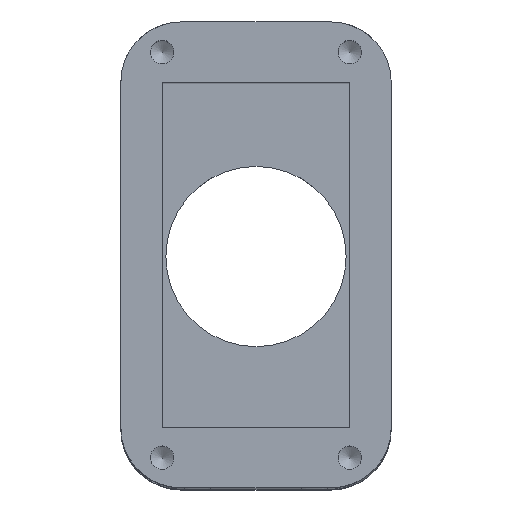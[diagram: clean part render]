
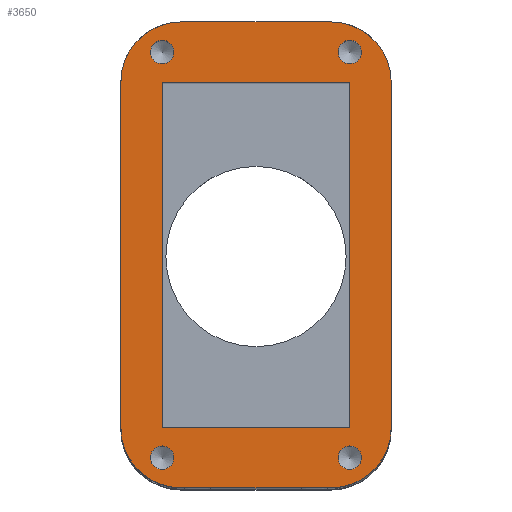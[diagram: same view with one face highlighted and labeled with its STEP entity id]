
A CAD part, top view. The second image highlights one B-rep face of the part: STEP entity #3650.
In plain terms, the highlighted planar face has unit normal (0, 0, 1).
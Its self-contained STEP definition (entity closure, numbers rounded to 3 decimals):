
#79=FACE_BOUND('',#1199,.T.);
#80=FACE_BOUND('',#1200,.T.);
#81=FACE_BOUND('',#1201,.T.);
#82=FACE_BOUND('',#1202,.T.);
#83=FACE_BOUND('',#1203,.T.);
#184=PLANE('',#4149);
#214=LINE('',#5424,#412);
#238=LINE('',#5566,#436);
#338=LINE('',#7224,#536);
#361=LINE('',#7678,#559);
#392=LINE('',#7791,#590);
#395=LINE('',#7796,#593);
#397=LINE('',#7844,#595);
#398=LINE('',#7846,#596);
#412=VECTOR('',#4235,10.);
#436=VECTOR('',#4351,10.);
#536=VECTOR('',#4947,10.);
#559=VECTOR('',#5118,10.);
#590=VECTOR('',#5229,10.);
#593=VECTOR('',#5234,10.);
#595=VECTOR('',#5302,10.);
#596=VECTOR('',#5305,10.);
#939=FACE_OUTER_BOUND('',#1198,.T.);
#1198=EDGE_LOOP('',(#3358,#3359,#3360,#3361,#3362,#3363,#3364,#3365));
#1199=EDGE_LOOP('',(#3366));
#1200=EDGE_LOOP('',(#3367));
#1201=EDGE_LOOP('',(#3368));
#1202=EDGE_LOOP('',(#3369));
#1203=EDGE_LOOP('',(#3370,#3371,#3372,#3373));
#1395=CIRCLE('',#3986,4.);
#1439=CIRCLE('',#4062,4.);
#1457=CIRCLE('',#4106,0.784);
#1459=CIRCLE('',#4110,0.784);
#1461=CIRCLE('',#4114,0.784);
#1463=CIRCLE('',#4118,0.784);
#1467=CIRCLE('',#4127,4.);
#1474=CIRCLE('',#4145,4.);
#1501=VERTEX_POINT('',#5421);
#1502=VERTEX_POINT('',#5423);
#1541=VERTEX_POINT('',#5563);
#1542=VERTEX_POINT('',#5565);
#1701=VERTEX_POINT('',#7218);
#1702=VERTEX_POINT('',#7222);
#1738=VERTEX_POINT('',#7675);
#1739=VERTEX_POINT('',#7677);
#1766=VERTEX_POINT('',#7788);
#1767=VERTEX_POINT('',#7790);
#1768=VERTEX_POINT('',#7794);
#1770=VERTEX_POINT('',#7801);
#1772=VERTEX_POINT('',#7807);
#1774=VERTEX_POINT('',#7813);
#1776=VERTEX_POINT('',#7819);
#1781=VERTEX_POINT('',#7842);
#1821=EDGE_CURVE('',#1502,#1501,#214,.T.);
#1877=EDGE_CURVE('',#1542,#1541,#238,.T.);
#2155=EDGE_CURVE('',#1541,#1701,#1395,.T.);
#2157=EDGE_CURVE('',#1701,#1702,#338,.T.);
#2239=EDGE_CURVE('',#1739,#1738,#361,.T.);
#2241=EDGE_CURVE('',#1738,#1542,#1439,.T.);
#2287=EDGE_CURVE('',#1767,#1766,#392,.T.);
#2290=EDGE_CURVE('',#1766,#1768,#395,.T.);
#2292=EDGE_CURVE('',#1770,#1770,#1457,.T.);
#2294=EDGE_CURVE('',#1772,#1772,#1459,.T.);
#2296=EDGE_CURVE('',#1774,#1774,#1461,.T.);
#2298=EDGE_CURVE('',#1776,#1776,#1463,.T.);
#2302=EDGE_CURVE('',#1501,#1739,#1467,.T.);
#2307=EDGE_CURVE('',#1768,#1781,#397,.T.);
#2308=EDGE_CURVE('',#1781,#1767,#398,.T.);
#2312=EDGE_CURVE('',#1702,#1502,#1474,.T.);
#3358=ORIENTED_EDGE('',*,*,#2239,.T.);
#3359=ORIENTED_EDGE('',*,*,#2241,.T.);
#3360=ORIENTED_EDGE('',*,*,#1877,.T.);
#3361=ORIENTED_EDGE('',*,*,#2155,.T.);
#3362=ORIENTED_EDGE('',*,*,#2157,.T.);
#3363=ORIENTED_EDGE('',*,*,#2312,.T.);
#3364=ORIENTED_EDGE('',*,*,#1821,.T.);
#3365=ORIENTED_EDGE('',*,*,#2302,.T.);
#3366=ORIENTED_EDGE('',*,*,#2292,.T.);
#3367=ORIENTED_EDGE('',*,*,#2294,.T.);
#3368=ORIENTED_EDGE('',*,*,#2296,.T.);
#3369=ORIENTED_EDGE('',*,*,#2298,.T.);
#3370=ORIENTED_EDGE('',*,*,#2307,.T.);
#3371=ORIENTED_EDGE('',*,*,#2308,.T.);
#3372=ORIENTED_EDGE('',*,*,#2287,.T.);
#3373=ORIENTED_EDGE('',*,*,#2290,.T.);
#3650=ADVANCED_FACE('',(#939,#79,#80,#81,#82,#83),#184,.T.);
#3986=AXIS2_PLACEMENT_3D('',#7220,#4942,#4943);
#4062=AXIS2_PLACEMENT_3D('',#7694,#5120,#5121);
#4106=AXIS2_PLACEMENT_3D('',#7802,#5241,#5242);
#4110=AXIS2_PLACEMENT_3D('',#7808,#5249,#5250);
#4114=AXIS2_PLACEMENT_3D('',#7814,#5257,#5258);
#4118=AXIS2_PLACEMENT_3D('',#7820,#5265,#5266);
#4127=AXIS2_PLACEMENT_3D('',#7831,#5283,#5284);
#4145=AXIS2_PLACEMENT_3D('',#7857,#5322,#5323);
#4149=AXIS2_PLACEMENT_3D('',#7861,#5330,#5331);
#4235=DIRECTION('',(0.,1.,0.));
#4351=DIRECTION('',(0.,-1.,0.));
#4942=DIRECTION('center_axis',(0.,0.,
1.));
#4943=DIRECTION('ref_axis',(0.,-1.,0.));
#4947=DIRECTION('',(1.,0.,0.));
#5118=DIRECTION('',(-1.,0.,0.));
#5120=DIRECTION('center_axis',(0.,0.,
1.));
#5121=DIRECTION('ref_axis',(-1.,0.,0.));
#5229=DIRECTION('',(0.,-1.,0.));
#5234=DIRECTION('',(-1.,0.,0.));
#5241=DIRECTION('center_axis',(0.,0.,-1.));
#5242=DIRECTION('ref_axis',(-1.,0.,0.));
#5249=DIRECTION('center_axis',(0.,0.,-1.));
#5250=DIRECTION('ref_axis',(-1.,0.,0.));
#5257=DIRECTION('center_axis',(0.,0.,-1.));
#5258=DIRECTION('ref_axis',(1.,0.,0.));
#5265=DIRECTION('center_axis',(0.,0.,-1.));
#5266=DIRECTION('ref_axis',(1.,0.,0.));
#5283=DIRECTION('center_axis',(0.,0.,1.));
#5284=DIRECTION('ref_axis',(-1.,0.,0.));
#5302=DIRECTION('',(0.,1.,0.));
#5305=DIRECTION('',(1.,0.,0.));
#5322=DIRECTION('center_axis',(0.,0.,1.));
#5323=DIRECTION('ref_axis',(0.,1.,0.));
#5330=DIRECTION('center_axis',(0.,0.,1.));
#5331=DIRECTION('ref_axis',(1.,0.,0.));
#5421=CARTESIAN_POINT('',(9.,11.5,84.5));
#5423=CARTESIAN_POINT('',(9.,-11.5,84.5));
#5424=CARTESIAN_POINT('',(9.,11.5,84.5));
#5563=CARTESIAN_POINT('',(-9.,-11.5,84.5));
#5565=CARTESIAN_POINT('',(-9.,11.5,84.5));
#5566=CARTESIAN_POINT('',(-9.,-11.5,84.5));
#7218=CARTESIAN_POINT('',(-5.,-15.5,84.5));
#7220=CARTESIAN_POINT('Origin',(-5.,-11.5,84.5));
#7222=CARTESIAN_POINT('',(5.,-15.5,84.5));
#7224=CARTESIAN_POINT('',(5.,-15.5,84.5));
#7675=CARTESIAN_POINT('',(-5.,15.5,84.5));
#7677=CARTESIAN_POINT('',(5.,15.5,84.5));
#7678=CARTESIAN_POINT('',(-5.,15.5,84.5));
#7694=CARTESIAN_POINT('Origin',(-5.,11.5,84.5));
#7788=CARTESIAN_POINT('',(6.25,-11.5,84.5));
#7790=CARTESIAN_POINT('',(6.25,11.5,84.5));
#7791=CARTESIAN_POINT('',(6.25,5.75,84.5));
#7794=CARTESIAN_POINT('',(-6.25,-11.5,84.5));
#7796=CARTESIAN_POINT('',(3.125,-11.5,84.5));
#7801=CARTESIAN_POINT('',(5.467,13.5,84.5));
#7802=CARTESIAN_POINT('Origin',(6.25,13.5,84.5));
#7807=CARTESIAN_POINT('',(5.467,-13.5,84.5));
#7808=CARTESIAN_POINT('Origin',(6.25,-13.5,84.5));
#7813=CARTESIAN_POINT('',(-5.467,13.5,84.5));
#7814=CARTESIAN_POINT('Origin',(-6.25,13.5,84.5));
#7819=CARTESIAN_POINT('',(-5.467,-13.5,84.5));
#7820=CARTESIAN_POINT('Origin',(-6.25,-13.5,84.5));
#7831=CARTESIAN_POINT('Origin',(5.,11.5,84.5));
#7842=CARTESIAN_POINT('',(-6.25,11.5,84.5));
#7844=CARTESIAN_POINT('',(-6.25,-5.75,84.5));
#7846=CARTESIAN_POINT('',(-3.125,11.5,84.5));
#7857=CARTESIAN_POINT('Origin',(5.,-11.5,84.5));
#7861=CARTESIAN_POINT('Origin',(0.,0.,
84.5));
